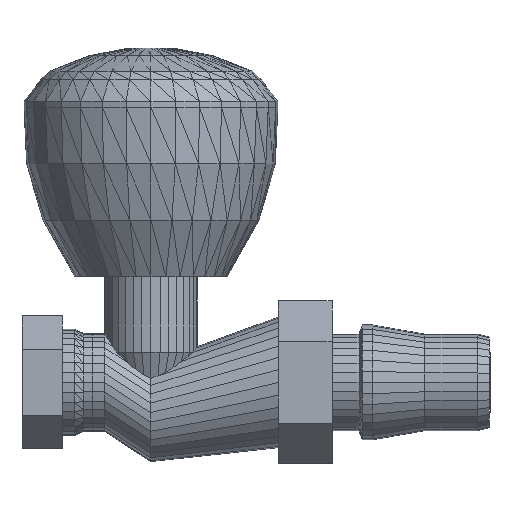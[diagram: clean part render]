
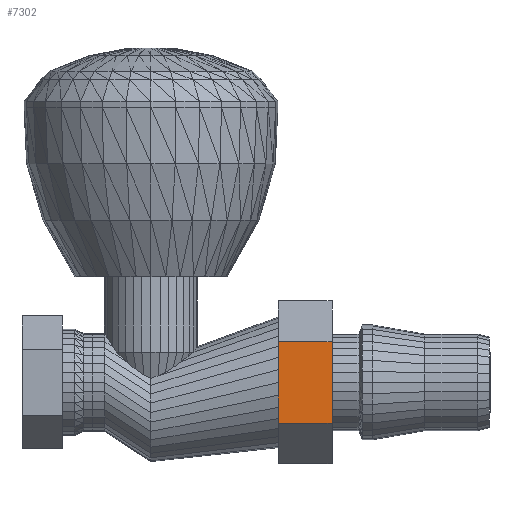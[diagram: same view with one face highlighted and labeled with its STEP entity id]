
A CAD part, front view. The second image highlights one B-rep face of the part: STEP entity #7302.
In plain terms, the highlighted planar face has unit normal (0, -1, 0).
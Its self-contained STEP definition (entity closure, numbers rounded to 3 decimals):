
#4291=DIRECTION('',(1.,0.,0.));
#4292=VECTOR('',#4291,8.923);
#4293=CARTESIAN_POINT('',(3.668,-11.691,-14.024));
#4294=LINE('',#4293,#4292);
#4311=DIRECTION('',(-1.,0.,0.));
#4312=VECTOR('',#4311,8.923);
#4313=CARTESIAN_POINT('',(12.591,-11.691,-27.524));
#4314=LINE('',#4313,#4312);
#4319=DIRECTION('',(0.,0.,-1.));
#4320=VECTOR('',#4319,13.5);
#4321=CARTESIAN_POINT('',(3.668,-11.691,-14.024));
#4322=LINE('',#4321,#4320);
#4339=DIRECTION('',(0.,0.,-1.));
#4340=VECTOR('',#4339,13.5);
#4341=CARTESIAN_POINT('',(12.591,-11.691,-14.024));
#4342=LINE('',#4341,#4340);
#4941=CARTESIAN_POINT('',(3.668,-11.691,-14.024));
#4942=CARTESIAN_POINT('',(3.668,-11.691,-27.524));
#4943=VERTEX_POINT('',#4941);
#4944=VERTEX_POINT('',#4942);
#4945=CARTESIAN_POINT('',(12.591,-11.691,-14.024));
#4946=VERTEX_POINT('',#4945);
#4947=CARTESIAN_POINT('',(12.591,-11.691,-27.524));
#4948=VERTEX_POINT('',#4947);
#7290=CARTESIAN_POINT('',(8.129,-11.691,-20.774));
#7291=DIRECTION('',(0.,1.,0.));
#7292=DIRECTION('',(0.,0.,-1.));
#7293=AXIS2_PLACEMENT_3D('',#7290,#7291,#7292);
#7294=PLANE('',#7293);
#7295=ORIENTED_EDGE('',*,*,#6001,.F.);
#7296=ORIENTED_EDGE('',*,*,#7229,.T.);
#7298=ORIENTED_EDGE('',*,*,#7297,.T.);
#7299=ORIENTED_EDGE('',*,*,#7282,.T.);
#7300=EDGE_LOOP('',(#7295,#7296,#7298,#7299));
#7301=FACE_OUTER_BOUND('',#7300,.F.);
#7302=ADVANCED_FACE('',(#7301),#7294,.F.);
#6001=EDGE_CURVE('',#4943,#4944,#4322,.T.);
#7229=EDGE_CURVE('',#4943,#4946,#4294,.T.);
#7282=EDGE_CURVE('',#4948,#4944,#4314,.T.);
#7297=EDGE_CURVE('',#4946,#4948,#4342,.T.);
